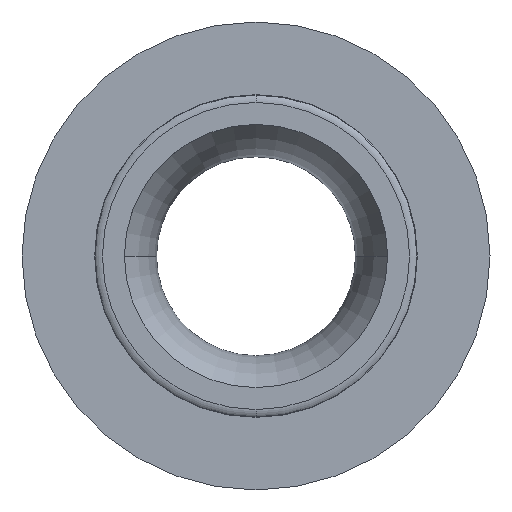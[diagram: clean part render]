
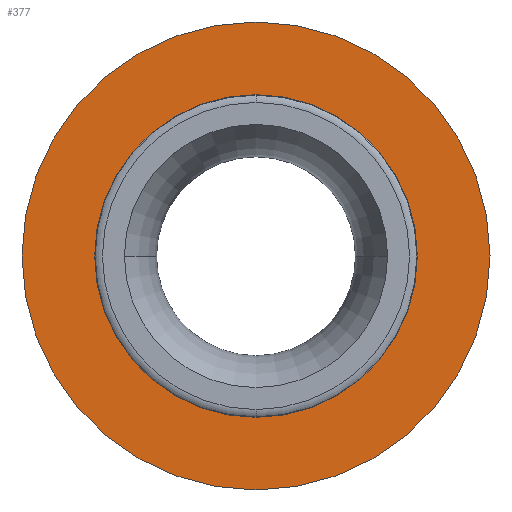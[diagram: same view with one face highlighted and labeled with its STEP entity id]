
A CAD part, top view. The second image highlights one B-rep face of the part: STEP entity #377.
In plain terms, the highlighted planar face has unit normal (0, 0, 1).
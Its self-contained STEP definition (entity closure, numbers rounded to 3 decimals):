
#98=CARTESIAN_POINT('',(0.,0.,0.));
#99=DIRECTION('',(0.,0.,-1.));
#100=DIRECTION('',(0.,1.,0.));
#101=AXIS2_PLACEMENT_3D('',#98,#99,#100);
#106=CARTESIAN_POINT('',(0.,0.,0.));
#107=DIRECTION('',(0.,0.,-1.));
#108=DIRECTION('',(0.,-1.,0.));
#109=AXIS2_PLACEMENT_3D('',#106,#107,#108);
#114=CARTESIAN_POINT('',(0.,0.,0.));
#115=DIRECTION('',(0.,0.,1.));
#116=DIRECTION('',(0.,-1.,0.));
#117=AXIS2_PLACEMENT_3D('',#114,#115,#116);
#122=CARTESIAN_POINT('',(0.,0.,0.));
#123=DIRECTION('',(0.,0.,1.));
#124=DIRECTION('',(0.,1.,0.));
#125=AXIS2_PLACEMENT_3D('',#122,#123,#124);
#260=CARTESIAN_POINT('',(0.,2.758,0.));
#261=VERTEX_POINT('',#260);
#262=CARTESIAN_POINT('',(0.,-2.758,0.));
#263=VERTEX_POINT('',#262);
#264=CARTESIAN_POINT('',(0.,4.,0.));
#265=CARTESIAN_POINT('',(0.,-4.,0.));
#266=VERTEX_POINT('',#264);
#267=VERTEX_POINT('',#265);
#362=CARTESIAN_POINT('',(0.,0.,0.));
#363=DIRECTION('',(0.,0.,1.));
#364=DIRECTION('',(0.,-1.,0.));
#365=AXIS2_PLACEMENT_3D('',#362,#363,#364);
#366=PLANE('',#365);
#368=ORIENTED_EDGE('',*,*,#367,.T.);
#370=ORIENTED_EDGE('',*,*,#369,.T.);
#371=EDGE_LOOP('',(#368,#370));
#372=FACE_OUTER_BOUND('',#371,.F.);
#373=ORIENTED_EDGE('',*,*,#342,.T.);
#374=ORIENTED_EDGE('',*,*,#356,.T.);
#375=EDGE_LOOP('',(#373,#374));
#376=FACE_BOUND('',#375,.F.);
#102=CIRCLE('',#101,4.);
#110=CIRCLE('',#109,4.);
#118=CIRCLE('',#117,2.758);
#126=CIRCLE('',#125,2.758);
#342=EDGE_CURVE('',#263,#261,#118,.T.);
#356=EDGE_CURVE('',#261,#263,#126,.T.);
#367=EDGE_CURVE('',#266,#267,#102,.T.);
#369=EDGE_CURVE('',#267,#266,#110,.T.);
#377=ADVANCED_FACE('',(#372,#376),#366,.T.);
